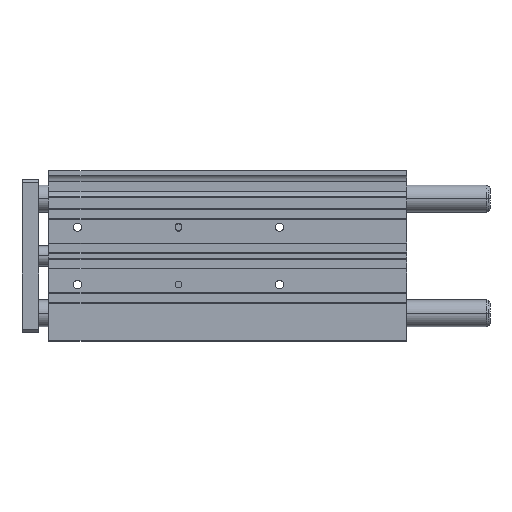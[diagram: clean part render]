
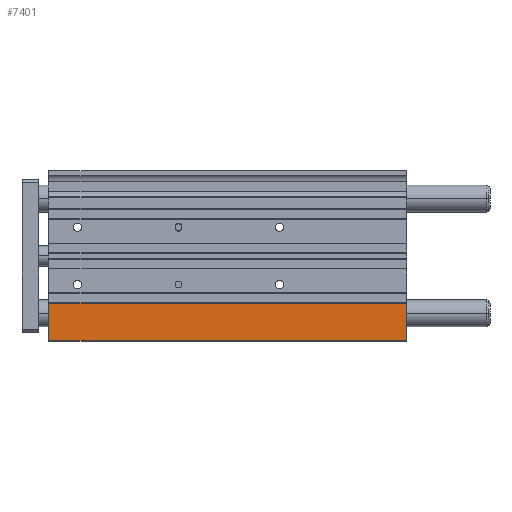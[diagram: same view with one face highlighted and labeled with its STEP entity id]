
A CAD part, top view. The second image highlights one B-rep face of the part: STEP entity #7401.
In plain terms, the highlighted planar face has unit normal (0, 0, 1).
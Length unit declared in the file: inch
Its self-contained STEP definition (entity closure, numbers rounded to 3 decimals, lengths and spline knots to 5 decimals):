
#377 = VERTEX_POINT ( 'NONE', #6603 ) ;
#888 = CARTESIAN_POINT ( 'NONE',  ( 0., -1.11024, 0.82677 ) ) ;
#1709 = ORIENTED_EDGE ( 'NONE', *, *, #5894, .F. ) ;
#1778 = PLANE ( 'NONE',  #5439 ) ;
#2987 = DIRECTION ( 'NONE',  ( 0., -1., 0. ) ) ;
#3403 = CARTESIAN_POINT ( 'NONE',  ( 0., -1.11024, 0.82677 ) ) ;
#3601 = CARTESIAN_POINT ( 'NONE',  ( 8.36614, -1.11024, 0.82677 ) ) ;
#3822 = FACE_OUTER_BOUND ( 'NONE', #4860, .T. ) ;
#4013 = EDGE_CURVE ( 'NONE', #10296, #377, #4419, .T. ) ;
#4147 = ORIENTED_EDGE ( 'NONE', *, *, #11077, .T. ) ;
#4411 = ORIENTED_EDGE ( 'NONE', *, *, #4013, .F. ) ;
#4419 = LINE ( 'NONE', #11706, #9683 ) ;
#4556 = DIRECTION ( 'NONE',  ( -1., 0., 0. ) ) ;
#4860 = EDGE_LOOP ( 'NONE', ( #8047, #4411, #1709, #4147 ) ) ;
#5202 = DIRECTION ( 'NONE',  ( -1., 0., 0. ) ) ;
#5381 = EDGE_CURVE ( 'NONE', #11050, #377, #8408, .T. ) ;
#5439 = AXIS2_PLACEMENT_3D ( 'NONE', #8346, #10036, #10206 ) ;
#5639 = VECTOR ( 'NONE', #2987, 39.37008 ) ;
#5894 = EDGE_CURVE ( 'NONE', #11284, #10296, #11328, .T. ) ;
#6162 = LINE ( 'NONE', #3601, #10229 ) ;
#6374 = VECTOR ( 'NONE', #9526, 39.37008 ) ;
#6603 = CARTESIAN_POINT ( 'NONE',  ( 0., -1.98819, 0.82677 ) ) ;
#6778 = CARTESIAN_POINT ( 'NONE',  ( 8.36614, -1.11024, 0.82677 ) ) ;
#7401 = ADVANCED_FACE ( 'NONE', ( #3822 ), #1778, .F. ) ;
#7582 = CARTESIAN_POINT ( 'NONE',  ( 8.36614, -1.11024, 0.82677 ) ) ;
#8047 = ORIENTED_EDGE ( 'NONE', *, *, #5381, .T. ) ;
#8346 = CARTESIAN_POINT ( 'NONE',  ( 8.36614, -1.11024, 0.82677 ) ) ;
#8408 = LINE ( 'NONE', #3403, #5639 ) ;
#9526 = DIRECTION ( 'NONE',  ( 0., -1., 0. ) ) ;
#9683 = VECTOR ( 'NONE', #5202, 39.37008 ) ;
#9922 = CARTESIAN_POINT ( 'NONE',  ( 8.36614, -1.98819, 0.82677 ) ) ;
#10036 = DIRECTION ( 'NONE',  ( 0., 0., -1. ) ) ;
#10206 = DIRECTION ( 'NONE',  ( 0., -1., 0. ) ) ;
#10229 = VECTOR ( 'NONE', #4556, 39.37008 ) ;
#10296 = VERTEX_POINT ( 'NONE', #9922 ) ;
#11050 = VERTEX_POINT ( 'NONE', #888 ) ;
#11077 = EDGE_CURVE ( 'NONE', #11284, #11050, #6162, .T. ) ;
#11284 = VERTEX_POINT ( 'NONE', #7582 ) ;
#11328 = LINE ( 'NONE', #6778, #6374 ) ;
#11706 = CARTESIAN_POINT ( 'NONE',  ( 8.36614, -1.98819, 0.82677 ) ) ;
